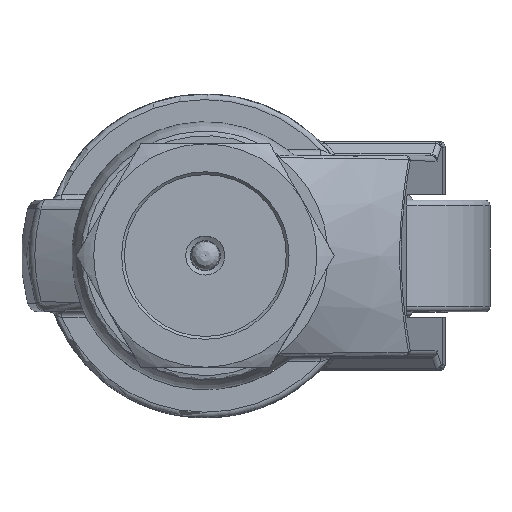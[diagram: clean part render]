
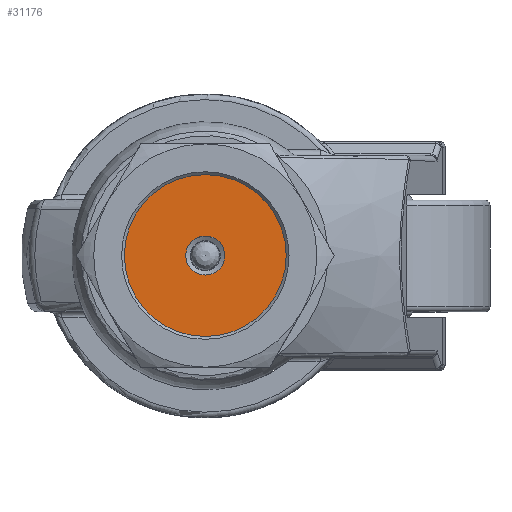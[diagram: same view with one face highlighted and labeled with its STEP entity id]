
A CAD part, top view. The second image highlights one B-rep face of the part: STEP entity #31176.
In plain terms, the highlighted planar face has unit normal (0, 0, 1).
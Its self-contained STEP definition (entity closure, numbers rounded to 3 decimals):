
#31149=CARTESIAN_POINT('',(12.99,7.5,54.8));
#31150=DIRECTION('',(0.0,0.0,1.0));
#31151=DIRECTION('',(1.0,0.0,0.0));
#31152=AXIS2_PLACEMENT_3D('',#31149,#31150,#31151);
#31153=PLANE('',#31152);
#31154=CARTESIAN_POINT('',(-12.557,-7.25,54.8));
#31155=VERTEX_POINT('',#31154);
#31156=CARTESIAN_POINT('',(0.,0.,54.8));
#31157=DIRECTION('',(0.0,0.0,1.0));
#31158=DIRECTION('',(0.866,0.5,0.0));
#31159=AXIS2_PLACEMENT_3D('',#31156,#31157,#31158);
#31160=CIRCLE('',#31159,14.5);
#31161=EDGE_CURVE('',#31155,#31155,#31160,.T.);
#31162=ORIENTED_EDGE('',*,*,#31161,.T.);
#31163=EDGE_LOOP('',(#31162));
#31164=FACE_OUTER_BOUND('',#31163,.T.);
#31165=CARTESIAN_POINT('',(-3.031,-1.75,54.8));
#31166=VERTEX_POINT('',#31165);
#31167=CARTESIAN_POINT('',(0.,0.,54.8));
#31168=DIRECTION('',(0.0,0.0,-1.0));
#31169=DIRECTION('',(0.866,0.5,0.0));
#31170=AXIS2_PLACEMENT_3D('',#31167,#31168,#31169);
#31171=CIRCLE('',#31170,3.5);
#31172=EDGE_CURVE('',#31166,#31166,#31171,.T.);
#31173=ORIENTED_EDGE('',*,*,#31172,.T.);
#31174=EDGE_LOOP('',(#31173));
#31175=FACE_BOUND('',#31174,.T.);
#31176=ADVANCED_FACE('',(#31164,#31175),#31153,.T.);
